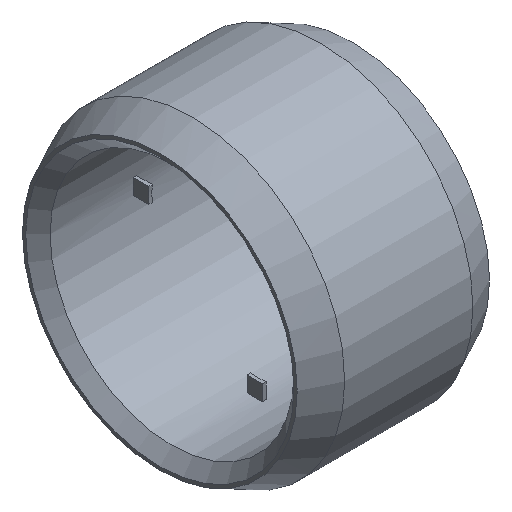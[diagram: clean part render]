
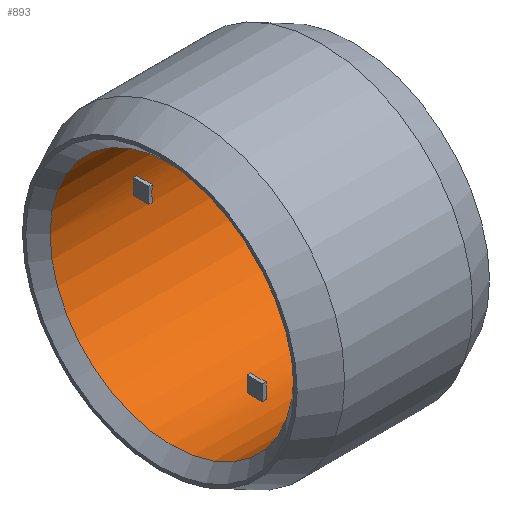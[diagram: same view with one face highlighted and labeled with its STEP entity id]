
A CAD part, isometric view. The second image highlights one B-rep face of the part: STEP entity #893.
In plain terms, the highlighted cylindrical face has radius 177.5 mm (diameter 355 mm), a full revolution.
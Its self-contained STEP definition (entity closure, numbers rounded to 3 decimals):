
#41=FACE_BOUND('',#216,.T.);
#42=FACE_BOUND('',#217,.T.);
#43=FACE_BOUND('',#218,.T.);
#68=CIRCLE('',#950,177.5);
#69=CIRCLE('',#952,177.5);
#72=CIRCLE('',#959,177.5);
#73=CIRCLE('',#960,177.5);
#74=CIRCLE('',#962,177.5);
#75=CIRCLE('',#963,177.5);
#78=CIRCLE('',#970,177.5);
#79=CIRCLE('',#972,177.5);
#82=CIRCLE('',#979,177.5);
#83=CIRCLE('',#981,177.5);
#85=CIRCLE('',#984,177.5);
#86=CIRCLE('',#986,177.5);
#122=CYLINDRICAL_SURFACE('',#985,177.5);
#157=FACE_OUTER_BOUND('',#215,.T.);
#215=EDGE_LOOP('',(#670,#671,#672,#673,#674,#675,#676,#677,#678,#679,#680,
#681));
#216=EDGE_LOOP('',(#682,#683,#684,#685));
#217=EDGE_LOOP('',(#686,#687,#688,#689));
#218=EDGE_LOOP('',(#690,#691,#692,#693));
#266=LINE('',#1338,#319);
#268=LINE('',#1344,#321);
#272=LINE('',#1360,#325);
#278=LINE('',#1375,#331);
#280=LINE('',#1389,#333);
#286=LINE('',#1404,#339);
#291=LINE('',#1423,#344);
#293=LINE('',#1428,#346);
#296=LINE('',#1441,#349);
#297=LINE('',#1443,#350);
#319=VECTOR('',#1061,10.);
#321=VECTOR('',#1065,10.);
#325=VECTOR('',#1085,10.);
#331=VECTOR('',#1099,10.);
#333=VECTOR('',#1115,10.);
#339=VECTOR('',#1129,10.);
#344=VECTOR('',#1150,10.);
#346=VECTOR('',#1154,10.);
#349=VECTOR('',#1173,177.5);
#350=VECTOR('',#1174,177.5);
#370=VERTEX_POINT('',#1332);
#372=VERTEX_POINT('',#1336);
#373=VERTEX_POINT('',#1340);
#375=VERTEX_POINT('',#1343);
#377=VERTEX_POINT('',#1356);
#379=VERTEX_POINT('',#1359);
#383=VERTEX_POINT('',#1371);
#384=VERTEX_POINT('',#1373);
#385=VERTEX_POINT('',#1377);
#386=VERTEX_POINT('',#1381);
#387=VERTEX_POINT('',#1385);
#389=VERTEX_POINT('',#1388);
#393=VERTEX_POINT('',#1400);
#394=VERTEX_POINT('',#1402);
#399=VERTEX_POINT('',#1419);
#400=VERTEX_POINT('',#1421);
#401=VERTEX_POINT('',#1425);
#402=VERTEX_POINT('',#1427);
#404=VERTEX_POINT('',#1437);
#405=VERTEX_POINT('',#1442);
#456=EDGE_CURVE('',#370,#372,#266,.T.);
#458=EDGE_CURVE('',#375,#373,#268,.T.);
#463=EDGE_CURVE('',#373,#370,#68,.T.);
#464=EDGE_CURVE('',#372,#375,#69,.T.);
#466=EDGE_CURVE('',#379,#377,#272,.T.);
#474=EDGE_CURVE('',#383,#384,#278,.T.);
#475=EDGE_CURVE('',#377,#385,#72,.T.);
#476=EDGE_CURVE('',#385,#383,#73,.T.);
#477=EDGE_CURVE('',#384,#386,#74,.T.);
#478=EDGE_CURVE('',#386,#379,#75,.T.);
#480=EDGE_CURVE('',#389,#387,#280,.T.);
#488=EDGE_CURVE('',#393,#394,#286,.T.);
#489=EDGE_CURVE('',#387,#393,#78,.T.);
#490=EDGE_CURVE('',#394,#389,#79,.T.);
#497=EDGE_CURVE('',#399,#400,#291,.T.);
#499=EDGE_CURVE('',#402,#401,#293,.T.);
#501=EDGE_CURVE('',#401,#399,#82,.T.);
#502=EDGE_CURVE('',#400,#402,#83,.T.);
#505=EDGE_CURVE('',#404,#404,#85,.T.);
#506=EDGE_CURVE('',#404,#386,#296,.T.);
#507=EDGE_CURVE('',#385,#405,#297,.T.);
#508=EDGE_CURVE('',#405,#405,#86,.T.);
#670=ORIENTED_EDGE('',*,*,#505,.F.);
#671=ORIENTED_EDGE('',*,*,#506,.T.);
#672=ORIENTED_EDGE('',*,*,#478,.T.);
#673=ORIENTED_EDGE('',*,*,#466,.T.);
#674=ORIENTED_EDGE('',*,*,#475,.T.);
#675=ORIENTED_EDGE('',*,*,#507,.T.);
#676=ORIENTED_EDGE('',*,*,#508,.T.);
#677=ORIENTED_EDGE('',*,*,#507,.F.);
#678=ORIENTED_EDGE('',*,*,#476,.T.);
#679=ORIENTED_EDGE('',*,*,#474,.T.);
#680=ORIENTED_EDGE('',*,*,#477,.T.);
#681=ORIENTED_EDGE('',*,*,#506,.F.);
#682=ORIENTED_EDGE('',*,*,#458,.T.);
#683=ORIENTED_EDGE('',*,*,#463,.T.);
#684=ORIENTED_EDGE('',*,*,#456,.T.);
#685=ORIENTED_EDGE('',*,*,#464,.T.);
#686=ORIENTED_EDGE('',*,*,#488,.T.);
#687=ORIENTED_EDGE('',*,*,#490,.T.);
#688=ORIENTED_EDGE('',*,*,#480,.T.);
#689=ORIENTED_EDGE('',*,*,#489,.T.);
#690=ORIENTED_EDGE('',*,*,#499,.T.);
#691=ORIENTED_EDGE('',*,*,#501,.T.);
#692=ORIENTED_EDGE('',*,*,#497,.T.);
#693=ORIENTED_EDGE('',*,*,#502,.T.);
#893=ADVANCED_FACE('',(#157,#41,#42,#43),#122,.F.);
#950=AXIS2_PLACEMENT_3D('',#1352,#1076,#1077);
#952=AXIS2_PLACEMENT_3D('',#1354,#1080,#1081);
#959=AXIS2_PLACEMENT_3D('',#1378,#1102,#1103);
#960=AXIS2_PLACEMENT_3D('',#1379,#1104,#1105);
#962=AXIS2_PLACEMENT_3D('',#1382,#1108,#1109);
#963=AXIS2_PLACEMENT_3D('',#1383,#1110,#1111);
#970=AXIS2_PLACEMENT_3D('',#1406,#1132,#1133);
#972=AXIS2_PLACEMENT_3D('',#1408,#1136,#1137);
#979=AXIS2_PLACEMENT_3D('',#1431,#1158,#1159);
#981=AXIS2_PLACEMENT_3D('',#1433,#1162,#1163);
#984=AXIS2_PLACEMENT_3D('',#1439,#1169,#1170);
#985=AXIS2_PLACEMENT_3D('',#1440,#1171,#1172);
#986=AXIS2_PLACEMENT_3D('',#1444,#1175,#1176);
#1061=DIRECTION('',(-1.,0.,0.));
#1065=DIRECTION('',(1.,0.,0.));
#1076=DIRECTION('center_axis',(-1.,0.,0.));
#1077=DIRECTION('ref_axis',(0.,1.,0.));
#1080=DIRECTION('center_axis',(1.,0.,0.));
#1081=DIRECTION('ref_axis',(0.,1.,0.));
#1085=DIRECTION('',(1.,0.,0.));
#1099=DIRECTION('',(-1.,0.,0.));
#1102=DIRECTION('center_axis',(-1.,0.,0.));
#1103=DIRECTION('ref_axis',(0.,1.,0.));
#1104=DIRECTION('center_axis',(-1.,0.,0.));
#1105=DIRECTION('ref_axis',(0.,1.,0.));
#1108=DIRECTION('center_axis',(1.,0.,0.));
#1109=DIRECTION('ref_axis',(0.,1.,0.));
#1110=DIRECTION('center_axis',(1.,0.,0.));
#1111=DIRECTION('ref_axis',(0.,1.,0.));
#1115=DIRECTION('',(1.,0.,0.));
#1129=DIRECTION('',(-1.,0.,0.));
#1132=DIRECTION('center_axis',(-1.,0.,0.));
#1133=DIRECTION('ref_axis',(0.,1.,0.));
#1136=DIRECTION('center_axis',(1.,0.,0.));
#1137=DIRECTION('ref_axis',(0.,1.,0.));
#1150=DIRECTION('',(-1.,0.,0.));
#1154=DIRECTION('',(1.,0.,0.));
#1158=DIRECTION('center_axis',(-1.,0.,0.));
#1159=DIRECTION('ref_axis',(0.,1.,0.));
#1162=DIRECTION('center_axis',(1.,0.,0.));
#1163=DIRECTION('ref_axis',(0.,1.,0.));
#1169=DIRECTION('center_axis',(1.,0.,0.));
#1170=DIRECTION('ref_axis',(0.,0.,-1.));
#1171=DIRECTION('center_axis',(1.,0.,0.));
#1172=DIRECTION('ref_axis',(0.,1.,0.));
#1173=DIRECTION('',(1.,0.,0.));
#1174=DIRECTION('',(1.,0.,0.));
#1175=DIRECTION('center_axis',(1.,0.,0.));
#1176=DIRECTION('ref_axis',(0.,0.,-1.));
#1332=CARTESIAN_POINT('',(0.,-11.25,-177.143));
#1336=CARTESIAN_POINT('',(-5.,-11.25,-177.143));
#1338=CARTESIAN_POINT('',(-3.5,-11.25,-177.143));
#1340=CARTESIAN_POINT('',(0.,11.25,-177.143));
#1343=CARTESIAN_POINT('',(-5.,11.25,-177.143));
#1344=CARTESIAN_POINT('',(-3.5,11.25,-177.143));
#1352=CARTESIAN_POINT('Origin',(0.,0.,0.));
#1354=CARTESIAN_POINT('Origin',(-5.,0.,0.));
#1356=CARTESIAN_POINT('',(0.,-177.143,-11.25));
#1359=CARTESIAN_POINT('',(-5.,-177.143,-11.25));
#1360=CARTESIAN_POINT('',(-3.5,-177.143,-11.25));
#1371=CARTESIAN_POINT('',(0.,-177.143,11.25));
#1373=CARTESIAN_POINT('',(-5.,-177.143,11.25));
#1375=CARTESIAN_POINT('',(-3.5,-177.143,11.25));
#1377=CARTESIAN_POINT('',(0.,-177.5,0.));
#1378=CARTESIAN_POINT('Origin',(0.,0.,0.));
#1379=CARTESIAN_POINT('Origin',(0.,0.,0.));
#1381=CARTESIAN_POINT('',(-5.,-177.5,0.));
#1382=CARTESIAN_POINT('Origin',(-5.,0.,0.));
#1383=CARTESIAN_POINT('Origin',(-5.,0.,0.));
#1385=CARTESIAN_POINT('',(0.,-11.25,177.143));
#1388=CARTESIAN_POINT('',(-5.,-11.25,177.143));
#1389=CARTESIAN_POINT('',(-3.5,-11.25,177.143));
#1400=CARTESIAN_POINT('',(0.,11.25,177.143));
#1402=CARTESIAN_POINT('',(-5.,11.25,177.143));
#1404=CARTESIAN_POINT('',(-3.5,11.25,177.143));
#1406=CARTESIAN_POINT('Origin',(0.,0.,0.));
#1408=CARTESIAN_POINT('Origin',(-5.,0.,0.));
#1419=CARTESIAN_POINT('',(0.,177.143,-11.25));
#1421=CARTESIAN_POINT('',(-5.,177.143,-11.25));
#1423=CARTESIAN_POINT('',(-3.5,177.143,-11.25));
#1425=CARTESIAN_POINT('',(0.,177.143,11.25));
#1427=CARTESIAN_POINT('',(-5.,177.143,11.25));
#1428=CARTESIAN_POINT('',(-3.5,177.143,11.25));
#1431=CARTESIAN_POINT('Origin',(0.,0.,0.));
#1433=CARTESIAN_POINT('Origin',(-5.,0.,0.));
#1437=CARTESIAN_POINT('',(-125.75,-177.5,0.));
#1439=CARTESIAN_POINT('Origin',(-125.75,0.,0.));
#1440=CARTESIAN_POINT('Origin',(-3.5,0.,0.));
#1441=CARTESIAN_POINT('',(-3.5,-177.5,0.));
#1442=CARTESIAN_POINT('',(118.75,-177.5,0.));
#1443=CARTESIAN_POINT('',(-3.5,-177.5,0.));
#1444=CARTESIAN_POINT('Origin',(118.75,0.,0.));
